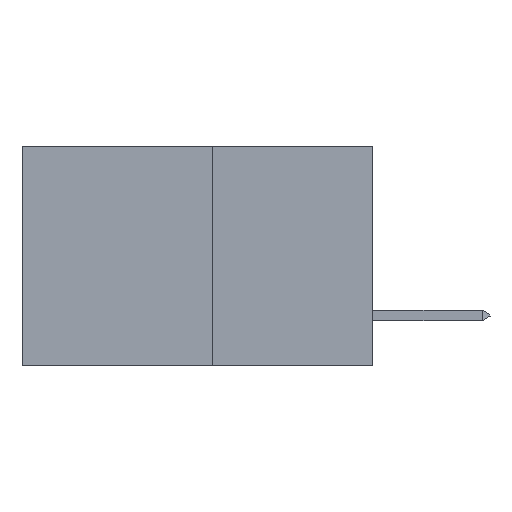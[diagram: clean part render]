
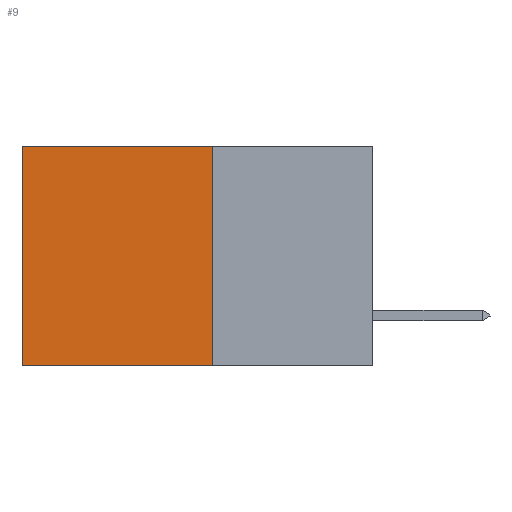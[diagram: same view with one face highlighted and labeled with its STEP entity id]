
A CAD part, left-side view. The second image highlights one B-rep face of the part: STEP entity #9.
In plain terms, the highlighted planar face has unit normal (-1, 0, 0).
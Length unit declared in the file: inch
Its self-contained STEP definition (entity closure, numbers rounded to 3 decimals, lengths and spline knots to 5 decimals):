
#9 = ADVANCED_FACE ( 'NONE', ( #14721 ), #20479, .F. ) ;
#163 = DIRECTION ( 'NONE',  ( 0., 1., 0. ) ) ;
#409 = ORIENTED_EDGE ( 'NONE', *, *, #9005, .T. ) ;
#472 = VECTOR ( 'NONE', #21595, 39.37008 ) ;
#777 = VECTOR ( 'NONE', #3086, 39.37008 ) ;
#947 = CARTESIAN_POINT ( 'NONE',  ( 0.277, 0.27, 0. ) ) ;
#1978 = CARTESIAN_POINT ( 'NONE',  ( 0.277, 0.27, -0.37 ) ) ;
#2320 = VERTEX_POINT ( 'NONE', #12455 ) ;
#3086 = DIRECTION ( 'NONE',  ( 0., 1., 0. ) ) ;
#4095 = DIRECTION ( 'NONE',  ( 0., 0., -1. ) ) ;
#6399 = CARTESIAN_POINT ( 'NONE',  ( 0.277, 0.27, -0.37 ) ) ;
#6740 = DIRECTION ( 'NONE',  ( 0., 0., -1. ) ) ;
#7560 = VERTEX_POINT ( 'NONE', #26737 ) ;
#8537 = VERTEX_POINT ( 'NONE', #11119 ) ;
#9005 = EDGE_CURVE ( 'NONE', #2320, #7560, #17444, .T. ) ;
#9035 = DIRECTION ( 'NONE',  ( 1., 0., 0. ) ) ;
#9200 = EDGE_CURVE ( 'NONE', #2320, #17419, #12888, .T. ) ;
#10229 = EDGE_CURVE ( 'NONE', #7560, #8537, #12271, .T. ) ;
#11119 = CARTESIAN_POINT ( 'NONE',  ( 0.277, 0.59, -0.37 ) ) ;
#11674 = ORIENTED_EDGE ( 'NONE', *, *, #17877, .F. ) ;
#12244 = VECTOR ( 'NONE', #4095, 39.37008 ) ;
#12271 = LINE ( 'NONE', #19560, #472 ) ;
#12455 = CARTESIAN_POINT ( 'NONE',  ( 0.277, 0.27, 0. ) ) ;
#12888 = LINE ( 'NONE', #1978, #12244 ) ;
#14721 = FACE_OUTER_BOUND ( 'NONE', #24225, .T. ) ;
#14995 = VECTOR ( 'NONE', #163, 39.37008 ) ;
#17419 = VERTEX_POINT ( 'NONE', #21271 ) ;
#17444 = LINE ( 'NONE', #947, #777 ) ;
#17589 = ORIENTED_EDGE ( 'NONE', *, *, #10229, .T. ) ;
#17877 = EDGE_CURVE ( 'NONE', #17419, #8537, #20443, .T. ) ;
#18747 = AXIS2_PLACEMENT_3D ( 'NONE', #25383, #9035, #6740 ) ;
#19560 = CARTESIAN_POINT ( 'NONE',  ( 0.277, 0.59, -0.37 ) ) ;
#20443 = LINE ( 'NONE', #6399, #14995 ) ;
#20479 = PLANE ( 'NONE',  #18747 ) ;
#21271 = CARTESIAN_POINT ( 'NONE',  ( 0.277, 0.27, -0.37 ) ) ;
#21595 = DIRECTION ( 'NONE',  ( 0., 0., -1. ) ) ;
#24225 = EDGE_LOOP ( 'NONE', ( #17589, #11674, #25587, #409 ) ) ;
#25383 = CARTESIAN_POINT ( 'NONE',  ( 0.277, 0.27, -0.37 ) ) ;
#25587 = ORIENTED_EDGE ( 'NONE', *, *, #9200, .F. ) ;
#26737 = CARTESIAN_POINT ( 'NONE',  ( 0.277, 0.59, 0. ) ) ;
